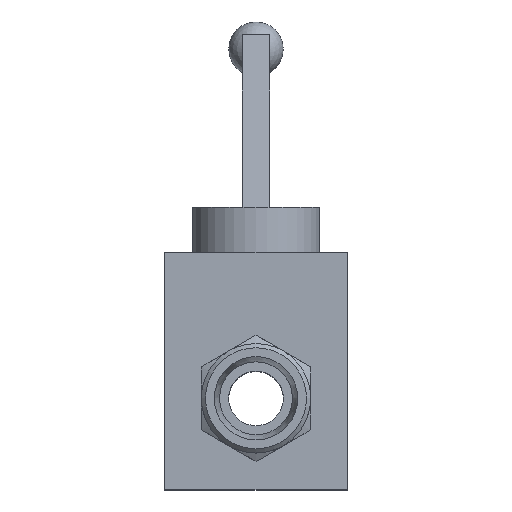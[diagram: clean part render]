
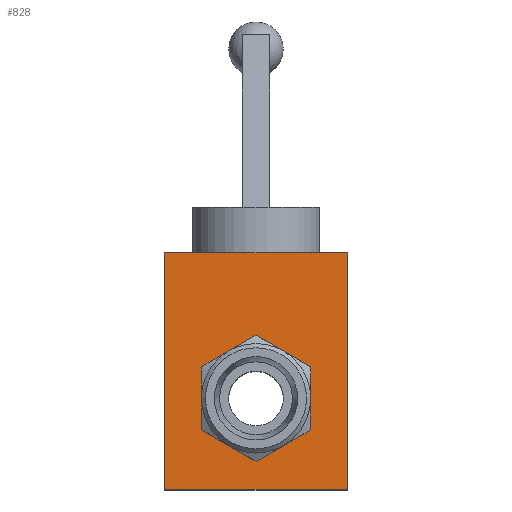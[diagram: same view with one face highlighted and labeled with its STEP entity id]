
A CAD part, top view. The second image highlights one B-rep face of the part: STEP entity #828.
In plain terms, the highlighted planar face has unit normal (0, 0, 1).
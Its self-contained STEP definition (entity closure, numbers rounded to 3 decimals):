
#115=ORIENTED_EDGE('',*,*,#343,.F.);
#116=ORIENTED_EDGE('',*,*,#344,.F.);
#117=ORIENTED_EDGE('',*,*,#345,.F.);
#118=ORIENTED_EDGE('',*,*,#346,.F.);
#119=ORIENTED_EDGE('',*,*,#347,.F.);
#120=ORIENTED_EDGE('',*,*,#348,.F.);
#121=ORIENTED_EDGE('',*,*,#336,.T.);
#122=ORIENTED_EDGE('',*,*,#349,.T.);
#123=ORIENTED_EDGE('',*,*,#342,.T.);
#124=ORIENTED_EDGE('',*,*,#350,.T.);
#336=EDGE_CURVE('',#451,#449,#528,.T.);
#342=EDGE_CURVE('',#454,#456,#534,.T.);
#343=EDGE_CURVE('',#457,#458,#535,.T.);
#344=EDGE_CURVE('',#459,#457,#536,.T.);
#345=EDGE_CURVE('',#460,#459,#537,.T.);
#346=EDGE_CURVE('',#461,#460,#538,.T.);
#347=EDGE_CURVE('',#462,#461,#539,.T.);
#348=EDGE_CURVE('',#458,#462,#540,.T.);
#349=EDGE_CURVE('',#449,#454,#541,.T.);
#350=EDGE_CURVE('',#456,#451,#542,.T.);
#449=VERTEX_POINT('',#1238);
#451=VERTEX_POINT('',#1241);
#454=VERTEX_POINT('',#1248);
#456=VERTEX_POINT('',#1252);
#457=VERTEX_POINT('',#1256);
#458=VERTEX_POINT('',#1257);
#459=VERTEX_POINT('',#1259);
#460=VERTEX_POINT('',#1261);
#461=VERTEX_POINT('',#1263);
#462=VERTEX_POINT('',#1265);
#528=LINE('',#1240,#582);
#534=LINE('',#1253,#588);
#535=LINE('',#1255,#589);
#536=LINE('',#1258,#590);
#537=LINE('',#1260,#591);
#538=LINE('',#1262,#592);
#539=LINE('',#1264,#593);
#540=LINE('',#1266,#594);
#541=LINE('',#1267,#595);
#542=LINE('',#1268,#596);
#582=VECTOR('',#996,1000.);
#588=VECTOR('',#1004,1000.);
#589=VECTOR('',#1007,1000.);
#590=VECTOR('',#1008,1000.);
#591=VECTOR('',#1009,1000.);
#592=VECTOR('',#1010,1000.);
#593=VECTOR('',#1011,1000.);
#594=VECTOR('',#1012,1000.);
#595=VECTOR('',#1013,1000.);
#596=VECTOR('',#1014,1000.);
#637=EDGE_LOOP('',(#115,#116,#117,#118,#119,#120));
#638=EDGE_LOOP('',(#121,#122,#123,#124));
#717=FACE_BOUND('',#637,.T.);
#718=FACE_BOUND('',#638,.T.);
#797=PLANE('',#899);
#828=ADVANCED_FACE('',(#717,#718),#797,.T.);
#899=AXIS2_PLACEMENT_3D('',#1254,#1005,#1006);
#996=DIRECTION('',(0.,1.,0.));
#1004=DIRECTION('',(0.,-1.,0.));
#1005=DIRECTION('',(0.,0.,1.));
#1006=DIRECTION('',(1.,0.,0.));
#1007=DIRECTION('',(0.866,-0.5,0.));
#1008=DIRECTION('',(0.,-1.,0.));
#1009=DIRECTION('',(-0.866,-0.5,0.));
#1010=DIRECTION('',(-0.866,0.5,0.));
#1011=DIRECTION('',(0.,1.,0.));
#1012=DIRECTION('',(0.866,0.5,0.));
#1013=DIRECTION('',(-1.,0.,0.));
#1014=DIRECTION('',(1.,0.,0.));
#1238=CARTESIAN_POINT('',(20.,32.,-8.178));
#1240=CARTESIAN_POINT('',(20.,-20.,-8.178));
#1241=CARTESIAN_POINT('',(20.,-20.,-8.178));
#1248=CARTESIAN_POINT('',(-20.,32.,-8.178));
#1252=CARTESIAN_POINT('',(-20.,-20.,-8.178));
#1253=CARTESIAN_POINT('',(-20.,42.,-8.178));
#1254=CARTESIAN_POINT('',(0.,0.,-8.178));
#1255=CARTESIAN_POINT('',(-12.,-6.928,-8.178));
#1256=CARTESIAN_POINT('',(-12.,-6.928,-8.178));
#1257=CARTESIAN_POINT('',(0.,-13.856,-8.178));
#1258=CARTESIAN_POINT('',(-12.,6.928,-8.178));
#1259=CARTESIAN_POINT('',(-12.,6.928,-8.178));
#1260=CARTESIAN_POINT('',(0.,13.856,-8.178));
#1261=CARTESIAN_POINT('',(0.,13.856,-8.178));
#1262=CARTESIAN_POINT('',(12.,6.928,-8.178));
#1263=CARTESIAN_POINT('',(12.,6.928,-8.178));
#1264=CARTESIAN_POINT('',(12.,-6.928,-8.178));
#1265=CARTESIAN_POINT('',(12.,-6.928,-8.178));
#1266=CARTESIAN_POINT('',(0.,-13.856,-8.178));
#1267=CARTESIAN_POINT('',(0.,32.,-8.178));
#1268=CARTESIAN_POINT('',(-20.,-20.,-8.178));
